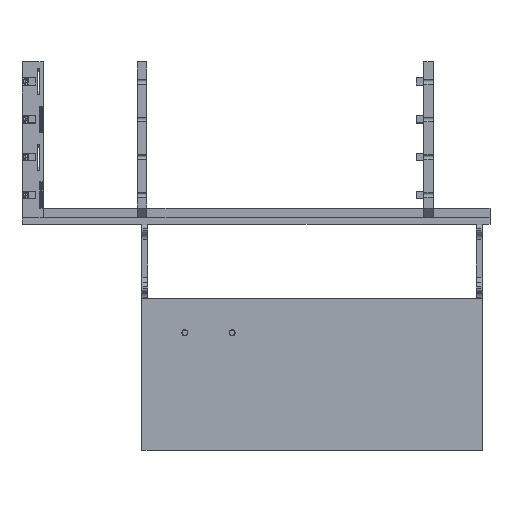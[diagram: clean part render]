
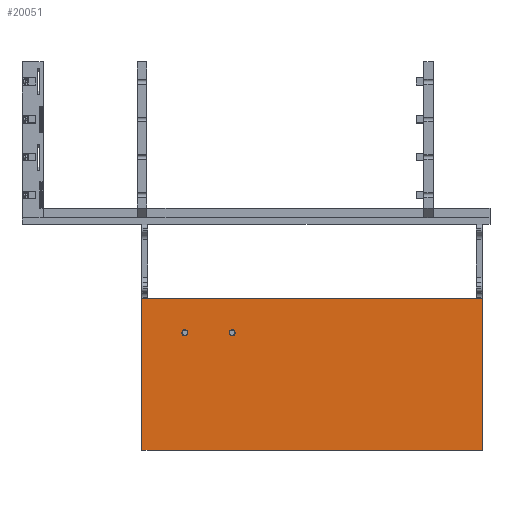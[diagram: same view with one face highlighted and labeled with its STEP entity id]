
A CAD part, top view. The second image highlights one B-rep face of the part: STEP entity #20051.
In plain terms, the highlighted planar face has unit normal (0, 0, 1).
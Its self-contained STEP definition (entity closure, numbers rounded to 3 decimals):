
#276=FACE_BOUND('',#6596,.T.);
#277=FACE_BOUND('',#6597,.T.);
#1632=LINE('',#34423,#3381);
#1645=LINE('',#34449,#3394);
#1647=LINE('',#34452,#3396);
#1648=LINE('',#34453,#3397);
#3381=VECTOR('',#27825,1000.);
#3394=VECTOR('',#27842,1000.);
#3396=VECTOR('',#27846,1000.);
#3397=VECTOR('',#27847,1000.);
#5297=FACE_OUTER_BOUND('',#6595,.T.);
#6595=EDGE_LOOP('',(#17252,#17253,#17254,#17255));
#6596=EDGE_LOOP('',(#17256));
#6597=EDGE_LOOP('',(#17257));
#7829=CIRCLE('',#22247,16.);
#7830=CIRCLE('',#22249,16.);
#9423=VERTEX_POINT('',#34407);
#9424=VERTEX_POINT('',#34411);
#9428=VERTEX_POINT('',#34420);
#9429=VERTEX_POINT('',#34422);
#9439=VERTEX_POINT('',#34446);
#9440=VERTEX_POINT('',#34448);
#12087=EDGE_CURVE('',#9423,#9423,#7829,.T.);
#12089=EDGE_CURVE('',#9424,#9424,#7830,.T.);
#12094=EDGE_CURVE('',#9428,#9429,#1632,.T.);
#12107=EDGE_CURVE('',#9440,#9439,#1645,.T.);
#12109=EDGE_CURVE('',#9439,#9429,#1647,.T.);
#12110=EDGE_CURVE('',#9440,#9428,#1648,.T.);
#17252=ORIENTED_EDGE('',*,*,#12109,.T.);
#17253=ORIENTED_EDGE('',*,*,#12094,.F.);
#17254=ORIENTED_EDGE('',*,*,#12110,.F.);
#17255=ORIENTED_EDGE('',*,*,#12107,.T.);
#17256=ORIENTED_EDGE('',*,*,#12087,.F.);
#17257=ORIENTED_EDGE('',*,*,#12089,.F.);
#18934=PLANE('',#22253);
#20051=ADVANCED_FACE('',(#5297,#276,#277),#18934,.F.);
#22247=AXIS2_PLACEMENT_3D('',#34408,#27812,#27813);
#22249=AXIS2_PLACEMENT_3D('',#34412,#27817,#27818);
#22253=AXIS2_PLACEMENT_3D('',#34451,#27844,#27845);
#27812=DIRECTION('center_axis',(0.,0.,
1.));
#27813=DIRECTION('ref_axis',(0.,-1.,0.));
#27817=DIRECTION('center_axis',(0.,0.,
1.));
#27818=DIRECTION('ref_axis',(0.,-1.,0.));
#27825=DIRECTION('',(1.,0.,0.));
#27842=DIRECTION('',(1.,0.,0.));
#27844=DIRECTION('center_axis',(0.,0.,
-1.));
#27845=DIRECTION('ref_axis',(0.,-1.,0.));
#27846=DIRECTION('',(0.,1.,0.));
#27847=DIRECTION('',(0.,1.,0.));
#34407=CARTESIAN_POINT('',(-2122.09,4136.2,583.));
#34408=CARTESIAN_POINT('Origin',(-2122.09,4120.2,583.));
#34411=CARTESIAN_POINT('',(-2372.09,4136.2,583.));
#34412=CARTESIAN_POINT('Origin',(-2372.09,4120.2,583.));
#34420=CARTESIAN_POINT('',(-2598.93,4300.,583.));
#34422=CARTESIAN_POINT('',(-800.,4300.,583.));
#34423=CARTESIAN_POINT('',(-2598.93,4300.,583.));
#34446=CARTESIAN_POINT('',(-800.,3500.,583.));
#34448=CARTESIAN_POINT('',(-2598.93,3500.,583.));
#34449=CARTESIAN_POINT('',(-2598.93,3500.,583.));
#34451=CARTESIAN_POINT('Origin',(-2598.93,4300.,583.));
#34452=CARTESIAN_POINT('',(-800.,4300.,583.));
#34453=CARTESIAN_POINT('',(-2598.93,4300.,583.));
